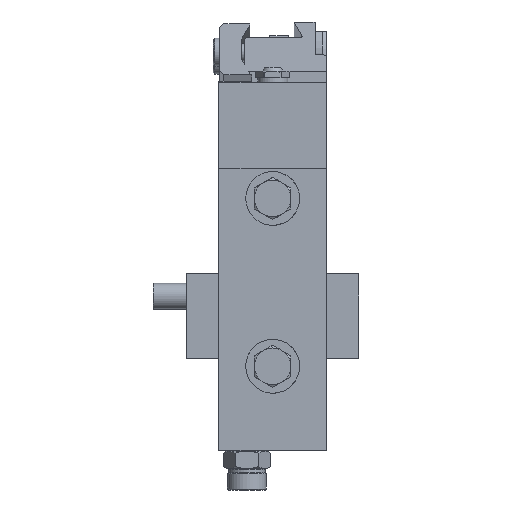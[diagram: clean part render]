
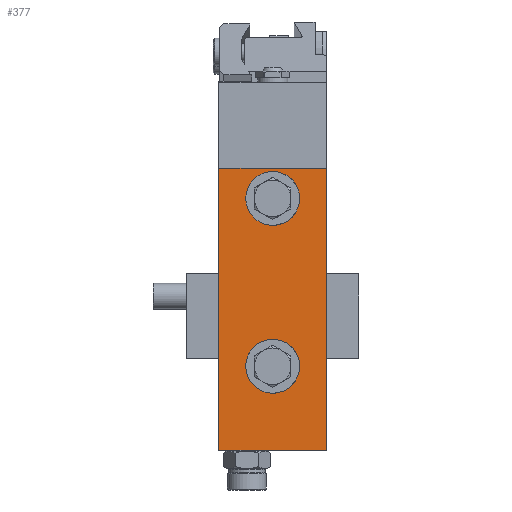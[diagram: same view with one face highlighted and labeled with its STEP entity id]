
A CAD part, front view. The second image highlights one B-rep face of the part: STEP entity #377.
In plain terms, the highlighted planar face has unit normal (0, -1, 0).
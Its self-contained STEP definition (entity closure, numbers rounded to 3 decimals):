
#188=FACE_BOUND('',#928,.T.);
#189=FACE_BOUND('',#929,.T.);
#190=FACE_BOUND('',#930,.T.);
#251=CIRCLE('',#3782,12.5);
#259=CIRCLE('',#3805,12.5);
#377=ADVANCED_FACE('',(#188,#189,#190),#575,.F.);
#575=PLANE('',#3837);
#928=EDGE_LOOP('',(#1358));
#929=EDGE_LOOP('',(#1359));
#930=EDGE_LOOP('',(#1360,#1361,#1362,#1363));
#1358=ORIENTED_EDGE('',*,*,#2530,.F.);
#1359=ORIENTED_EDGE('',*,*,#2562,.F.);
#1360=ORIENTED_EDGE('',*,*,#2619,.T.);
#1361=ORIENTED_EDGE('',*,*,#2667,.F.);
#1362=ORIENTED_EDGE('',*,*,#2668,.F.);
#1363=ORIENTED_EDGE('',*,*,#2665,.T.);
#2184=VERTEX_POINT('',#5085);
#2204=VERTEX_POINT('',#5188);
#2248=VERTEX_POINT('',#5339);
#2249=VERTEX_POINT('',#5341);
#2291=VERTEX_POINT('',#5437);
#2292=VERTEX_POINT('',#5441);
#2530=EDGE_CURVE('',#2184,#2184,#251,.T.);
#2562=EDGE_CURVE('',#2204,#2204,#259,.T.);
#2619=EDGE_CURVE('',#2249,#2248,#3094,.T.);
#2665=EDGE_CURVE('',#2291,#2249,#3137,.T.);
#2667=EDGE_CURVE('',#2292,#2248,#3139,.T.);
#2668=EDGE_CURVE('',#2291,#2292,#3140,.T.);
#3094=LINE('',#5340,#3464);
#3137=LINE('',#5436,#3507);
#3139=LINE('',#5440,#3509);
#3140=LINE('',#5442,#3510);
#3464=VECTOR('',#4249,1.);
#3507=VECTOR('',#4306,1.);
#3509=VECTOR('',#4310,1.);
#3510=VECTOR('',#4311,1.);
#3782=AXIS2_PLACEMENT_3D('',#5084,#4107,#4108);
#3805=AXIS2_PLACEMENT_3D('',#5187,#4165,#4166);
#3837=AXIS2_PLACEMENT_3D('',#5443,#4312,#4313);
#4107=DIRECTION('',(0.,-1.,0.));
#4108=DIRECTION('',(0.,0.,1.));
#4165=DIRECTION('',(0.,-1.,0.));
#4166=DIRECTION('',(0.,0.,1.));
#4249=DIRECTION('',(0.,0.,-1.));
#4306=DIRECTION('',(-1.,0.,0.));
#4310=DIRECTION('',(-1.,0.,0.));
#4311=DIRECTION('',(0.,0.,-1.));
#4312=DIRECTION('',(0.,1.,0.));
#4313=DIRECTION('',(0.,0.,1.));
#5084=CARTESIAN_POINT('',(0.,-55.,-78.));
#5085=CARTESIAN_POINT('',(0.,-55.,-65.5));
#5187=CARTESIAN_POINT('',(0.,-55.,0.));
#5188=CARTESIAN_POINT('',(0.,-55.,12.5));
#5339=CARTESIAN_POINT('',(-25.,-55.,-117.));
#5340=CARTESIAN_POINT('',(-25.,-55.,14.));
#5341=CARTESIAN_POINT('',(-25.,-55.,14.));
#5436=CARTESIAN_POINT('',(25.,-55.,14.));
#5437=CARTESIAN_POINT('',(25.,-55.,14.));
#5440=CARTESIAN_POINT('',(25.,-55.,-117.));
#5441=CARTESIAN_POINT('',(25.,-55.,-117.));
#5442=CARTESIAN_POINT('',(25.,-55.,14.));
#5443=CARTESIAN_POINT('',(25.,-55.,14.));
